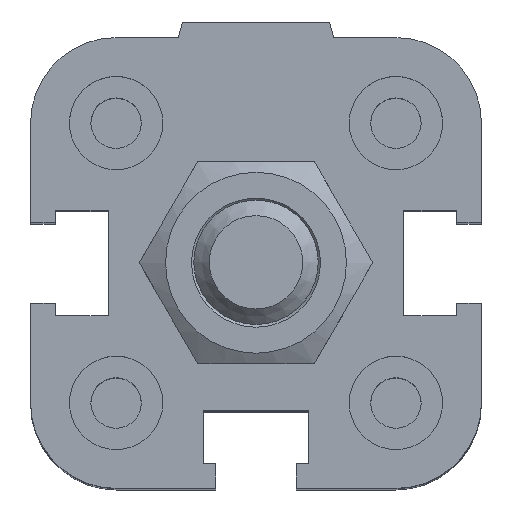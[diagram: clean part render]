
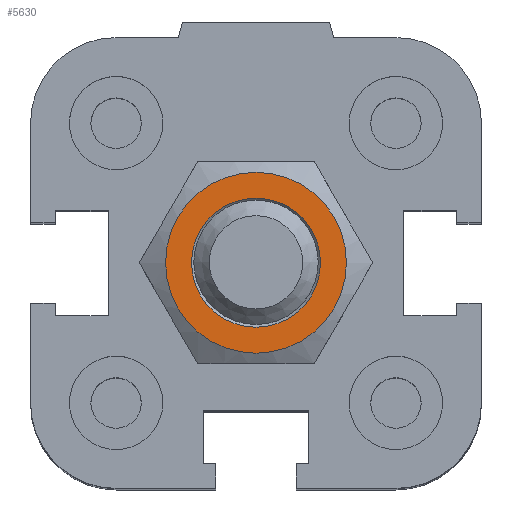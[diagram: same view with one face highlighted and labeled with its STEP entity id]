
A CAD part, top view. The second image highlights one B-rep face of the part: STEP entity #5630.
In plain terms, the highlighted planar face has unit normal (0, 0, 1).
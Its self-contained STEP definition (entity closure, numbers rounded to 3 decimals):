
#5451=CARTESIAN_POINT('',(2.909,5.038,5.0));
#5452=VERTEX_POINT('',#5451);
#5453=CARTESIAN_POINT('',(0.0,0.0,5.0));
#5454=DIRECTION('',(0.,0.,1.0));
#5455=DIRECTION('',(0.5,0.866,0.));
#5456=AXIS2_PLACEMENT_3D('',#5453,#5454,#5455);
#5457=CIRCLE('',#5456,5.818);
#5458=EDGE_CURVE('',#5452,#5452,#5457,.T.);
#5534=CARTESIAN_POINT('',(4.15,0.0,5.0));
#5535=VERTEX_POINT('',#5534);
#5536=CARTESIAN_POINT('',(0.0,0.0,5.0));
#5537=DIRECTION('',(0.0,0.0,-1.0));
#5538=DIRECTION('',(1.0,0.0,0.0));
#5539=AXIS2_PLACEMENT_3D('',#5536,#5537,#5538);
#5540=CIRCLE('',#5539,4.15);
#5541=EDGE_CURVE('',#5535,#5535,#5540,.T.);
#5619=CARTESIAN_POINT('',(0.,0.,5.0));
#5620=DIRECTION('',(0.0,0.0,1.0));
#5621=DIRECTION('',(1.0,0.0,0.0));
#5622=AXIS2_PLACEMENT_3D('',#5619,#5620,#5621);
#5623=PLANE('',#5622);
#5624=ORIENTED_EDGE('',*,*,#5458,.T.);
#5625=EDGE_LOOP('',(#5624));
#5626=FACE_OUTER_BOUND('',#5625,.T.);
#5627=ORIENTED_EDGE('',*,*,#5541,.T.);
#5628=EDGE_LOOP('',(#5627));
#5629=FACE_BOUND('',#5628,.T.);
#5630=ADVANCED_FACE('',(#5626,#5629),#5623,.T.);
